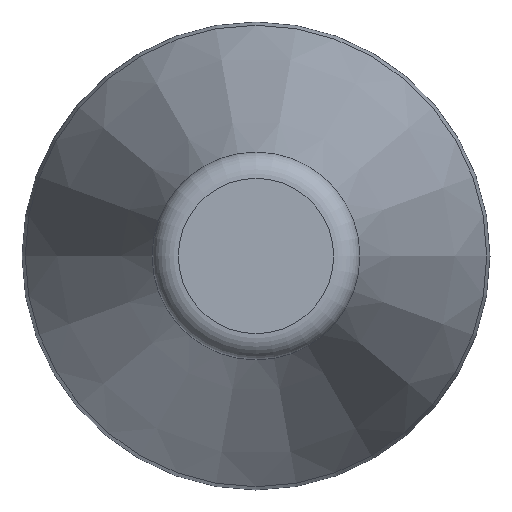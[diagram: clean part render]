
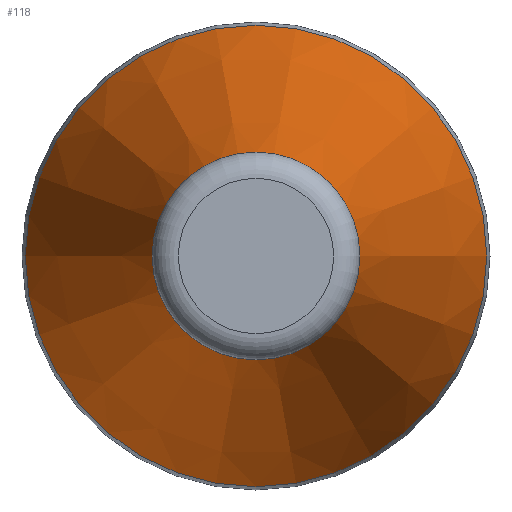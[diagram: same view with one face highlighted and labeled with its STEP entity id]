
A CAD part, front view. The second image highlights one B-rep face of the part: STEP entity #118.
In plain terms, the highlighted conical face has half-angle 16.8 degrees and reference radius 10 mm.
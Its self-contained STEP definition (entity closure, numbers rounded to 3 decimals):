
#16=CONICAL_SURFACE('',#150,10.,0.293);
#22=LINE('',#228,#25);
#25=VECTOR('',#191,10.);
#32=FACE_OUTER_BOUND('',#40,.T.);
#40=EDGE_LOOP('',(#100,#101,#102,#103,#104));
#51=CIRCLE('',#146,8.833);
#52=CIRCLE('',#147,8.833);
#55=CIRCLE('',#151,3.962);
#62=VERTEX_POINT('',#218);
#63=VERTEX_POINT('',#219);
#65=VERTEX_POINT('',#226);
#74=EDGE_CURVE('',#62,#63,#51,.T.);
#75=EDGE_CURVE('',#63,#62,#52,.T.);
#78=EDGE_CURVE('',#65,#65,#55,.T.);
#79=EDGE_CURVE('',#65,#63,#22,.T.);
#100=ORIENTED_EDGE('',*,*,#78,.F.);
#101=ORIENTED_EDGE('',*,*,#79,.T.);
#102=ORIENTED_EDGE('',*,*,#74,.F.);
#103=ORIENTED_EDGE('',*,*,#75,.F.);
#104=ORIENTED_EDGE('',*,*,#79,.F.);
#118=ADVANCED_FACE('',(#32),#16,.T.);
#146=AXIS2_PLACEMENT_3D('',#220,#179,#180);
#147=AXIS2_PLACEMENT_3D('',#221,#181,#182);
#150=AXIS2_PLACEMENT_3D('',#225,#187,#188);
#151=AXIS2_PLACEMENT_3D('',#227,#189,#190);
#179=DIRECTION('center_axis',(0.,1.,0.));
#180=DIRECTION('ref_axis',(-1.,0.,0.));
#181=DIRECTION('center_axis',(0.,1.,0.));
#182=DIRECTION('ref_axis',(-1.,0.,0.));
#187=DIRECTION('center_axis',(0.,1.,0.));
#188=DIRECTION('ref_axis',(1.,0.,0.));
#189=DIRECTION('center_axis',(0.,-1.,0.));
#190=DIRECTION('ref_axis',(1.,0.,0.));
#191=DIRECTION('',(-0.289,0.957,0.));
#218=CARTESIAN_POINT('',(8.833,16.133,0.));
#219=CARTESIAN_POINT('',(-8.833,16.133,0.));
#220=CARTESIAN_POINT('Origin',(0.,16.133,0.));
#221=CARTESIAN_POINT('Origin',(0.,16.133,0.));
#225=CARTESIAN_POINT('Origin',(0.,20.,0.));
#226=CARTESIAN_POINT('',(-3.962,0.,0.));
#227=CARTESIAN_POINT('Origin',(0.,0.,0.));
#228=CARTESIAN_POINT('',(-10.,20.,0.));
